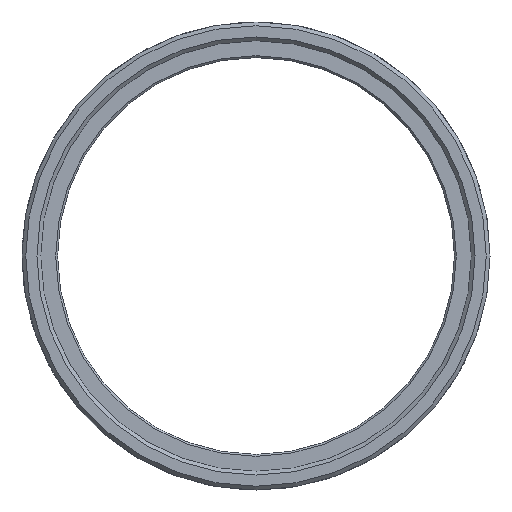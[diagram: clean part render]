
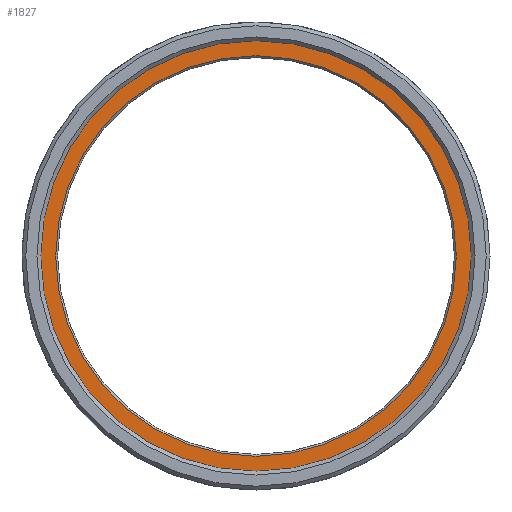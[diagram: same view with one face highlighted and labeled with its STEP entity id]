
A CAD part, left-side view. The second image highlights one B-rep face of the part: STEP entity #1827.
In plain terms, the highlighted planar face has unit normal (-1, 0, 0).
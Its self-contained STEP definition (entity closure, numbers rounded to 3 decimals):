
#1782=CARTESIAN_POINT('',(-113.,197.,0.));
#1783=DIRECTION('',(1.,0.,0.));
#1784=DIRECTION('',(-0.,1.,0.));
#1785=AXIS2_PLACEMENT_3D('',#1782,#1783,#1784);
#1786=PLANE('',#1785);
#1787=CARTESIAN_POINT('',(-113.,350.5,57.));
#1788=VERTEX_POINT('',#1787);
#1789=CARTESIAN_POINT('',(-113.,297.,110.5));
#1790=VERTEX_POINT('',#1789);
#1791=CARTESIAN_POINT('',(-113.,297.,57.));
#1792=DIRECTION('',(1.,0.,0.));
#1793=DIRECTION('',(-0.,1.,0.));
#1794=AXIS2_PLACEMENT_3D('',#1791,#1792,#1793);
#1795=CIRCLE('',#1794,53.5);
#1796=EDGE_CURVE('',#1788,#1790,#1795,.T.);
#1797=ORIENTED_EDGE('',*,*,#1796,.T.);
#1798=CARTESIAN_POINT('',(-113.,297.,57.));
#1799=DIRECTION('',(1.,0.,0.));
#1800=DIRECTION('',(-0.,1.,0.));
#1801=AXIS2_PLACEMENT_3D('',#1798,#1799,#1800);
#1802=CIRCLE('',#1801,53.5);
#1803=EDGE_CURVE('',#1790,#1788,#1802,.T.);
#1804=ORIENTED_EDGE('',*,*,#1803,.T.);
#1805=EDGE_LOOP('',(#1797,#1804));
#1806=FACE_BOUND('',#1805,.T.);
#1807=CARTESIAN_POINT('',(-113.,239.5,57.));
#1808=VERTEX_POINT('',#1807);
#1809=CARTESIAN_POINT('',(-113.,354.5,57.));
#1810=VERTEX_POINT('',#1809);
#1811=CARTESIAN_POINT('',(-113.,297.,57.));
#1812=DIRECTION('',(1.,0.,0.));
#1813=DIRECTION('',(-0.,1.,0.));
#1814=AXIS2_PLACEMENT_3D('',#1811,#1812,#1813);
#1815=CIRCLE('',#1814,57.5);
#1816=EDGE_CURVE('',#1808,#1810,#1815,.T.);
#1817=ORIENTED_EDGE('',*,*,#1816,.F.);
#1818=CARTESIAN_POINT('',(-113.,297.,57.));
#1819=DIRECTION('',(1.,0.,0.));
#1820=DIRECTION('',(-0.,1.,0.));
#1821=AXIS2_PLACEMENT_3D('',#1818,#1819,#1820);
#1822=CIRCLE('',#1821,57.5);
#1823=EDGE_CURVE('',#1810,#1808,#1822,.T.);
#1824=ORIENTED_EDGE('',*,*,#1823,.F.);
#1825=EDGE_LOOP('',(#1817,#1824));
#1826=FACE_BOUND('',#1825,.T.);
#1827=ADVANCED_FACE('',(#1806,#1826),#1786,.F.);
